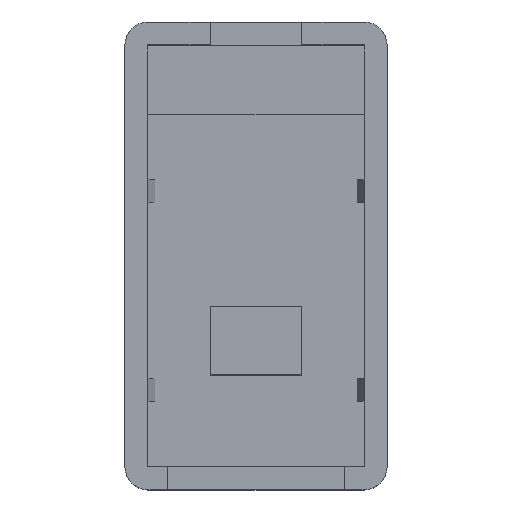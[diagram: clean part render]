
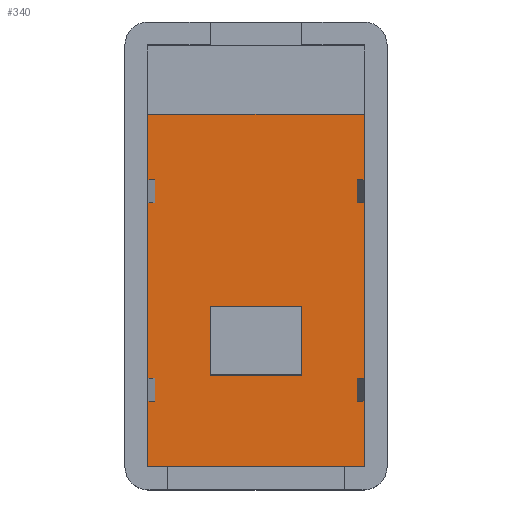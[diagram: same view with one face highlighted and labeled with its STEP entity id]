
A CAD part, top view. The second image highlights one B-rep face of the part: STEP entity #340.
In plain terms, the highlighted planar face has unit normal (0, 0, 1).
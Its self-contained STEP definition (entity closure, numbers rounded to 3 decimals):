
#34 = DIRECTION ( 'NONE',  ( 0., -1., 0. ) ) ;
#36 = CARTESIAN_POINT ( 'NONE',  ( 13.2, 13.8, -2. ) ) ;
#78 = VECTOR ( 'NONE', #374, 1000. ) ;
#95 = CARTESIAN_POINT ( 'NONE',  ( 5.2, 7.8, -2. ) ) ;
#96 = EDGE_LOOP ( 'NONE', ( #136, #701, #585, #1338 ) ) ;
#111 = CARTESIAN_POINT ( 'NONE',  ( -0.2, 30.5, -2. ) ) ;
#116 = VERTEX_POINT ( 'NONE', #1292 ) ;
#136 = ORIENTED_EDGE ( 'NONE', *, *, #1289, .F. ) ;
#166 = FACE_OUTER_BOUND ( 'NONE', #96, .T. ) ;
#275 = FACE_BOUND ( 'NONE', #1093, .T. ) ;
#282 = VERTEX_POINT ( 'NONE', #745 ) ;
#340 = ADVANCED_FACE ( 'NONE', ( #166, #275 ), #901, .F. ) ;
#346 = VECTOR ( 'NONE', #954, 1000. ) ;
#357 = LINE ( 'NONE', #466, #1168 ) ;
#358 = LINE ( 'NONE', #474, #619 ) ;
#374 = DIRECTION ( 'NONE',  ( -1., 0., 0. ) ) ;
#379 = DIRECTION ( 'NONE',  ( 0., 0., -1. ) ) ;
#390 = VERTEX_POINT ( 'NONE', #1221 ) ;
#392 = VECTOR ( 'NONE', #769, 1000. ) ;
#414 = LINE ( 'NONE', #95, #1195 ) ;
#442 = VERTEX_POINT ( 'NONE', #931 ) ;
#454 = EDGE_CURVE ( 'NONE', #116, #541, #705, .T. ) ;
#466 = CARTESIAN_POINT ( 'NONE',  ( 5.2, 7.8, -2. ) ) ;
#474 = CARTESIAN_POINT ( 'NONE',  ( -0.2, 30.5, -2. ) ) ;
#518 = VECTOR ( 'NONE', #932, 1000. ) ;
#535 = EDGE_CURVE ( 'NONE', #442, #891, #677, .T. ) ;
#541 = VERTEX_POINT ( 'NONE', #1204 ) ;
#585 = ORIENTED_EDGE ( 'NONE', *, *, #1083, .F. ) ;
#600 = EDGE_CURVE ( 'NONE', #282, #624, #357, .T. ) ;
#619 = VECTOR ( 'NONE', #776, 1000. ) ;
#624 = VERTEX_POINT ( 'NONE', #991 ) ;
#677 = LINE ( 'NONE', #983, #392 ) ;
#689 = CARTESIAN_POINT ( 'NONE',  ( 18.6, -0.2, -2. ) ) ;
#701 = ORIENTED_EDGE ( 'NONE', *, *, #1194, .F. ) ;
#702 = DIRECTION ( 'NONE',  ( -1., 0., 0. ) ) ;
#703 = LINE ( 'NONE', #799, #78 ) ;
#705 = LINE ( 'NONE', #689, #1036 ) ;
#714 = ORIENTED_EDGE ( 'NONE', *, *, #805, .F. ) ;
#717 = EDGE_CURVE ( 'NONE', #891, #282, #1031, .T. ) ;
#732 = LINE ( 'NONE', #1286, #346 ) ;
#745 = CARTESIAN_POINT ( 'NONE',  ( 5.2, 13.8, -2. ) ) ;
#769 = DIRECTION ( 'NONE',  ( 0., 1., 0. ) ) ;
#776 = DIRECTION ( 'NONE',  ( 1., 0., 0. ) ) ;
#799 = CARTESIAN_POINT ( 'NONE',  ( -0.2, -0.2, -2. ) ) ;
#805 = EDGE_CURVE ( 'NONE', #624, #442, #414, .T. ) ;
#866 = VERTEX_POINT ( 'NONE', #111 ) ;
#891 = VERTEX_POINT ( 'NONE', #36 ) ;
#901 = PLANE ( 'NONE',  #1306 ) ;
#931 = CARTESIAN_POINT ( 'NONE',  ( 13.2, 7.8, -2. ) ) ;
#932 = DIRECTION ( 'NONE',  ( -1., 0., 0. ) ) ;
#954 = DIRECTION ( 'NONE',  ( 0., 1., 0. ) ) ;
#983 = CARTESIAN_POINT ( 'NONE',  ( 13.2, 7.8, -2. ) ) ;
#991 = CARTESIAN_POINT ( 'NONE',  ( 5.2, 7.8, -2. ) ) ;
#995 = CARTESIAN_POINT ( 'NONE',  ( 0., 0., -2. ) ) ;
#1030 = DIRECTION ( 'NONE',  ( 0., -1., 0. ) ) ;
#1031 = LINE ( 'NONE', #1136, #518 ) ;
#1036 = VECTOR ( 'NONE', #1030, 1000. ) ;
#1081 = ORIENTED_EDGE ( 'NONE', *, *, #717, .F. ) ;
#1083 = EDGE_CURVE ( 'NONE', #541, #390, #703, .T. ) ;
#1093 = EDGE_LOOP ( 'NONE', ( #714, #1150, #1081, #1357 ) ) ;
#1136 = CARTESIAN_POINT ( 'NONE',  ( 5.2, 13.8, -2. ) ) ;
#1150 = ORIENTED_EDGE ( 'NONE', *, *, #600, .F. ) ;
#1168 = VECTOR ( 'NONE', #34, 1000. ) ;
#1194 = EDGE_CURVE ( 'NONE', #390, #866, #732, .T. ) ;
#1195 = VECTOR ( 'NONE', #1366, 1000. ) ;
#1204 = CARTESIAN_POINT ( 'NONE',  ( 18.6, -0.2, -2. ) ) ;
#1221 = CARTESIAN_POINT ( 'NONE',  ( -0.2, -0.2, -2. ) ) ;
#1286 = CARTESIAN_POINT ( 'NONE',  ( -0.2, 36.5, -2. ) ) ;
#1289 = EDGE_CURVE ( 'NONE', #866, #116, #358, .T. ) ;
#1292 = CARTESIAN_POINT ( 'NONE',  ( 18.6, 30.5, -2. ) ) ;
#1306 = AXIS2_PLACEMENT_3D ( 'NONE', #995, #379, #702 ) ;
#1338 = ORIENTED_EDGE ( 'NONE', *, *, #454, .F. ) ;
#1357 = ORIENTED_EDGE ( 'NONE', *, *, #535, .F. ) ;
#1366 = DIRECTION ( 'NONE',  ( 1., 0., 0. ) ) ;
